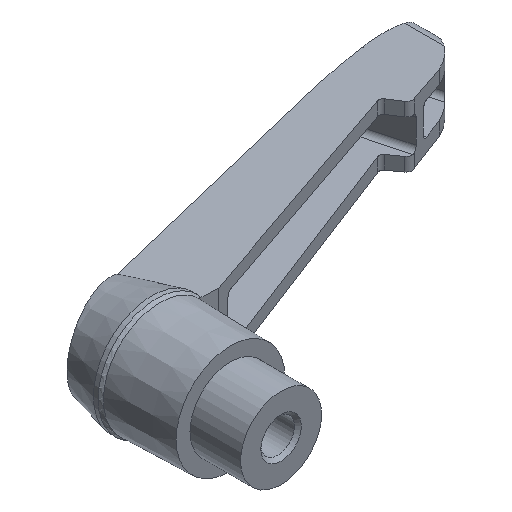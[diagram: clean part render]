
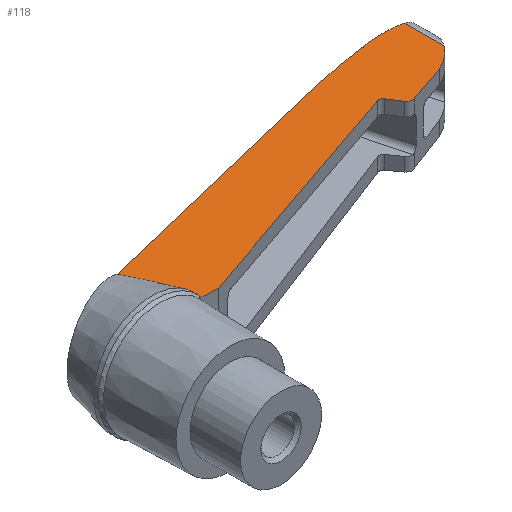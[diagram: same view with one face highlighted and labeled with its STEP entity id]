
A CAD part, isometric view. The second image highlights one B-rep face of the part: STEP entity #118.
In plain terms, the highlighted planar face has unit normal (0.034, 0, 0.999).
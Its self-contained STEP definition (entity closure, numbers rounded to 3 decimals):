
#118 = ADVANCED_FACE( '', ( #309 ), #310, .F. );
#309 = FACE_OUTER_BOUND( '', #579, .T. );
#310 = PLANE( '', #580 );
#579 = EDGE_LOOP( '', ( #869, #870, #871, #872, #873, #874, #875, #876, #877, #878, #879, #880, #881, #882, #883 ) );
#580 = AXIS2_PLACEMENT_3D( '', #884, #885, #886 );
#869 = ORIENTED_EDGE( '', *, *, #1635, .F. );
#870 = ORIENTED_EDGE( '', *, *, #1636, .T. );
#871 = ORIENTED_EDGE( '', *, *, #1637, .F. );
#872 = ORIENTED_EDGE( '', *, *, #1638, .F. );
#873 = ORIENTED_EDGE( '', *, *, #1639, .T. );
#874 = ORIENTED_EDGE( '', *, *, #1640, .F. );
#875 = ORIENTED_EDGE( '', *, *, #1641, .F. );
#876 = ORIENTED_EDGE( '', *, *, #1642, .F. );
#877 = ORIENTED_EDGE( '', *, *, #1643, .F. );
#878 = ORIENTED_EDGE( '', *, *, #1644, .F. );
#879 = ORIENTED_EDGE( '', *, *, #1645, .F. );
#880 = ORIENTED_EDGE( '', *, *, #1646, .F. );
#881 = ORIENTED_EDGE( '', *, *, #1647, .F. );
#882 = ORIENTED_EDGE( '', *, *, #1648, .F. );
#883 = ORIENTED_EDGE( '', *, *, #1649, .F. );
#884 = CARTESIAN_POINT( '', ( 0., 58.5, 8.22 ) );
#885 = DIRECTION( '', ( -0.034, 0., -0.999 ) );
#886 = DIRECTION( '', ( -0.999, 0., 0.034 ) );
#1635 = EDGE_CURVE( '', #1964, #1965, #1966, .T. );
#1636 = EDGE_CURVE( '', #1964, #1938, #1967, .T. );
#1637 = EDGE_CURVE( '', #1968, #1938, #1969, .T. );
#1638 = EDGE_CURVE( '', #1970, #1968, #1971, .T. );
#1639 = EDGE_CURVE( '', #1970, #1972, #1973, .T. );
#1640 = EDGE_CURVE( '', #1974, #1972, #1975, .T. );
#1641 = EDGE_CURVE( '', #1976, #1974, #1977, .T. );
#1642 = EDGE_CURVE( '', #1978, #1976, #1979, .T. );
#1643 = EDGE_CURVE( '', #1980, #1978, #1981, .T. );
#1644 = EDGE_CURVE( '', #1982, #1980, #1983, .T. );
#1645 = EDGE_CURVE( '', #1984, #1982, #1985, .T. );
#1646 = EDGE_CURVE( '', #1986, #1984, #1987, .T. );
#1647 = EDGE_CURVE( '', #1988, #1986, #1989, .T. );
#1648 = EDGE_CURVE( '', #1990, #1988, #1991, .T. );
#1649 = EDGE_CURVE( '', #1965, #1990, #1992, .T. );
#1938 = VERTEX_POINT( '', #2402 );
#1964 = VERTEX_POINT( '', #2435 );
#1965 = VERTEX_POINT( '', #2436 );
#1966 = LINE( '', #2437, #2438 );
#1967 = B_SPLINE_CURVE_WITH_KNOTS( '', 3, ( #2439, #2440, #2441, #2442, #2443, #2444 ), .UNSPECIFIED., .F., .F., ( 4, 2, 4 ), ( 0., 0., 0.001 ), .UNSPECIFIED. );
#1968 = VERTEX_POINT( '', #2445 );
#1969 = LINE( '', #2446, #2447 );
#1970 = VERTEX_POINT( '', #2448 );
#1971 = LINE( '', #2449, #2450 );
#1972 = VERTEX_POINT( '', #2451 );
#1973 = ELLIPSE( '', #2452, 0.8, 0.8 );
#1974 = VERTEX_POINT( '', #2453 );
#1975 = LINE( '', #2454, #2455 );
#1976 = VERTEX_POINT( '', #2456 );
#1977 = ELLIPSE( '', #2457, 1.201, 1.2 );
#1978 = VERTEX_POINT( '', #2458 );
#1979 = LINE( '', #2459, #2460 );
#1980 = VERTEX_POINT( '', #2461 );
#1981 = ELLIPSE( '', #2462, 12.007, 12. );
#1982 = VERTEX_POINT( '', #2463 );
#1983 = LINE( '', #2464, #2465 );
#1984 = VERTEX_POINT( '', #2466 );
#1985 = ELLIPSE( '', #2467, 36.021, 36. );
#1986 = VERTEX_POINT( '', #2468 );
#1987 = ELLIPSE( '', #2469, 30.017, 30. );
#1988 = VERTEX_POINT( '', #2470 );
#1989 = ELLIPSE( '', #2471, 157.091, 157. );
#1990 = VERTEX_POINT( '', #2472 );
#1991 = LINE( '', #2473, #2474 );
#1992 = B_SPLINE_CURVE_WITH_KNOTS( '', 3, ( #2475, #2476, #2477, #2478, #2479, #2480, #2481, #2482, #2483, #2484 ), .UNSPECIFIED., .F., .F., ( 4, 2, 2, 2, 4 ), ( 0., 0.006, 0.009, 0.01, 0.012 ), .UNSPECIFIED. );
#2402 = CARTESIAN_POINT( '', ( 7.764, 24., 7.956 ) );
#2435 = CARTESIAN_POINT( '', ( 8.322, 24.664, 7.937 ) );
#2436 = CARTESIAN_POINT( '', ( 8.322, 25.6, 7.937 ) );
#2437 = CARTESIAN_POINT( '', ( 8.322, 72.299, 7.937 ) );
#2438 = VECTOR( '', #3136, 1000. );
#2439 = CARTESIAN_POINT( '', ( 8.322, 24.664, 7.937 ) );
#2440 = CARTESIAN_POINT( '', ( 8.276, 24.522, 7.938 ) );
#2441 = CARTESIAN_POINT( '', ( 8.2, 24.396, 7.941 ) );
#2442 = CARTESIAN_POINT( '', ( 8.005, 24.172, 7.947 ) );
#2443 = CARTESIAN_POINT( '', ( 7.89, 24.079, 7.951 ) );
#2444 = CARTESIAN_POINT( '', ( 7.764, 24., 7.956 ) );
#2445 = CARTESIAN_POINT( '', ( 11.6, 24., 7.825 ) );
#2446 = CARTESIAN_POINT( '', ( -0.111, 24., 8.223 ) );
#2447 = VECTOR( '', #3137, 1000. );
#2448 = CARTESIAN_POINT( '', ( 61.169, 42.042, 6.14 ) );
#2449 = CARTESIAN_POINT( '', ( 11.49, 23.96, 7.829 ) );
#2450 = VECTOR( '', #3138, 1000. );
#2451 = CARTESIAN_POINT( '', ( 62.1, 41.746, 6.109 ) );
#2452 = AXIS2_PLACEMENT_3D( '', #3139, #3140, #3141 );
#2453 = CARTESIAN_POINT( '', ( 63.777, 39.333, 6.051 ) );
#2454 = CARTESIAN_POINT( '', ( 62.04, 41.832, 6.111 ) );
#2455 = VECTOR( '', #3142, 1000. );
#2456 = CARTESIAN_POINT( '', ( 65.173, 38.89, 6.004 ) );
#2457 = AXIS2_PLACEMENT_3D( '', #3143, #3144, #3145 );
#2458 = CARTESIAN_POINT( '', ( 73., 41.739, 5.738 ) );
#2459 = CARTESIAN_POINT( '', ( 65.008, 38.83, 6.01 ) );
#2460 = VECTOR( '', #3146, 1000. );
#2461 = CARTESIAN_POINT( '', ( 77.585, 45.336, 5.582 ) );
#2462 = AXIS2_PLACEMENT_3D( '', #3147, #3148, #3149 );
#2463 = CARTESIAN_POINT( '', ( 77.585, 53.244, 5.582 ) );
#2464 = CARTESIAN_POINT( '', ( 77.585, 58.5, 5.582 ) );
#2465 = VECTOR( '', #3150, 1000. );
#2466 = CARTESIAN_POINT( '', ( 74.8, 53.5, 5.677 ) );
#2467 = AXIS2_PLACEMENT_3D( '', #3151, #3152, #3153 );
#2468 = CARTESIAN_POINT( '', ( 69.3, 53., 5.864 ) );
#2469 = AXIS2_PLACEMENT_3D( '', #3154, #3155, #3156 );
#2470 = CARTESIAN_POINT( '', ( 56.5, 50.262, 6.299 ) );
#2471 = AXIS2_PLACEMENT_3D( '', #3157, #3158, #3159 );
#2472 = CARTESIAN_POINT( '', ( 3.725, 36.121, 8.093 ) );
#2473 = CARTESIAN_POINT( '', ( 56.335, 50.217, 6.304 ) );
#2474 = VECTOR( '', #3160, 1000. );
#2475 = CARTESIAN_POINT( '', ( 8.322, 25.6, 7.937 ) );
#2476 = CARTESIAN_POINT( '', ( 7.686, 27.409, 7.958 ) );
#2477 = CARTESIAN_POINT( '', ( 7.019, 29.207, 7.981 ) );
#2478 = CARTESIAN_POINT( '', ( 5.912, 31.861, 8.019 ) );
#2479 = CARTESIAN_POINT( '', ( 5.526, 32.738, 8.032 ) );
#2480 = CARTESIAN_POINT( '', ( 4.898, 34.032, 8.053 ) );
#2481 = CARTESIAN_POINT( '', ( 4.68, 34.459, 8.06 ) );
#2482 = CARTESIAN_POINT( '', ( 4.223, 35.301, 8.076 ) );
#2483 = CARTESIAN_POINT( '', ( 3.982, 35.717, 8.084 ) );
#2484 = CARTESIAN_POINT( '', ( 3.725, 36.121, 8.093 ) );
#3136 = DIRECTION( '', ( 0., 1., 0. ) );
#3137 = DIRECTION( '', ( -0.999, 0., 0.034 ) );
#3138 = DIRECTION( '', ( -0.939, -0.342, 0.032 ) );
#3139 = CARTESIAN_POINT( '', ( 61.443, 41.29, 6.131 ) );
#3140 = DIRECTION( '', ( -0.034, 0., -0.999 ) );
#3141 = DIRECTION( '', ( 0.999, 0., -0.034 ) );
#3142 = DIRECTION( '', ( -0.571, 0.821, 0.019 ) );
#3143 = CARTESIAN_POINT( '', ( 64.762, 40.018, 6.018 ) );
#3144 = DIRECTION( '', ( -0.034, 0., -0.999 ) );
#3145 = DIRECTION( '', ( 0.999, 0., -0.034 ) );
#3146 = DIRECTION( '', ( -0.939, -0.342, 0.032 ) );
#3147 = CARTESIAN_POINT( '', ( 68.107, 52.696, 5.904 ) );
#3148 = DIRECTION( '', ( -0.034, 0., -0.999 ) );
#3149 = DIRECTION( '', ( 0.999, 0., -0.034 ) );
#3150 = DIRECTION( '', ( 0., -1., 0. ) );
#3151 = CARTESIAN_POINT( '', ( 72.905, 17.55, 5.741 ) );
#3152 = DIRECTION( '', ( -0.034, 0., -0.999 ) );
#3153 = DIRECTION( '', ( 0.999, 0., -0.034 ) );
#3154 = CARTESIAN_POINT( '', ( 74.755, 23.5, 5.678 ) );
#3155 = DIRECTION( '', ( -0.034, 0., -0.999 ) );
#3156 = DIRECTION( '', ( 0.999, 0., -0.034 ) );
#3157 = CARTESIAN_POINT( '', ( 95.717, -101.762, 4.966 ) );
#3158 = DIRECTION( '', ( -0.034, 0., -0.999 ) );
#3159 = DIRECTION( '', ( 0.999, 0., -0.034 ) );
#3160 = DIRECTION( '', ( 0.965, 0.259, -0.033 ) );
